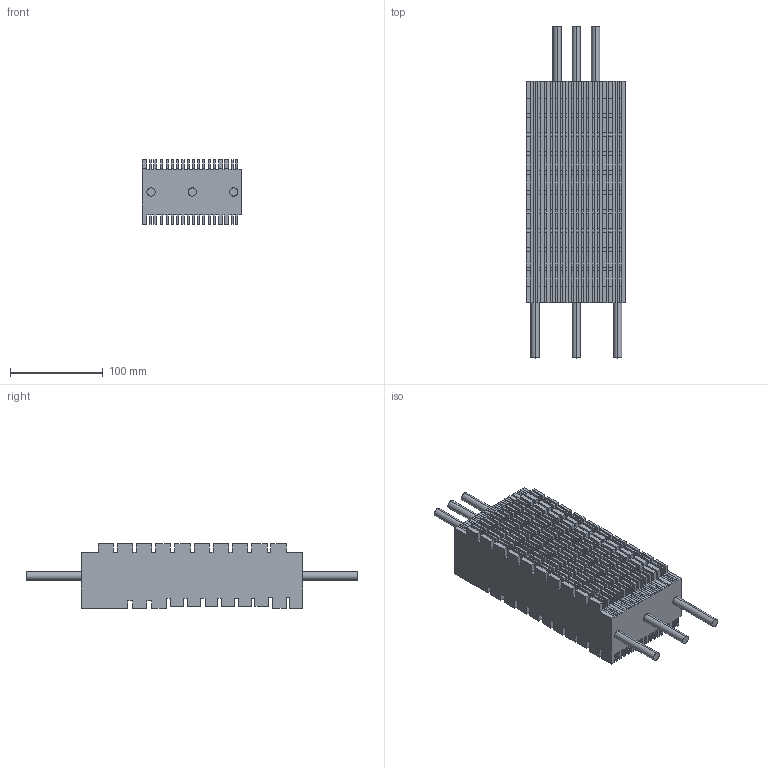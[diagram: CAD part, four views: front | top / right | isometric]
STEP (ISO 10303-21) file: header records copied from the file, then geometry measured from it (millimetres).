
FILE_DESCRIPTION(('FreeCAD Model'),'2;1');
FILE_NAME('Open CASCADE Shape Model','2025-04-26T16:23:28',('FreeCAD'),( 'FreeCAD'),'Open CASCADE STEP processor 7.6','FreeCAD','Unknown');
FILE_SCHEMA(('AUTOMOTIVE_DESIGN { 1 0 10303 214 1 1 1 1 }'));
Products named in the file (1): Open CASCADE STEP translator 7.6 1
Bounding box: 107 x 357.3 x 69.64 mm (x, y, z)
Volume: 1457510.8 mm3; surface area: 243407.9 mm2
Topology: 1 solids, 1 shells, 1620 faces, 4836 edges, 3224 vertices
Faces by surface type: bspline 1620
Entity records: 48562 total; most frequent: CARTESIAN_POINT 19521, ORIENTED_EDGE 9672, EDGE_CURVE 4836, B_SPLINE_CURVE_WITH_KNOTS 4812, VERTEX_POINT 3224, FACE_BOUND 1626, EDGE_LOOP 1626, ADVANCED_FACE 1620
